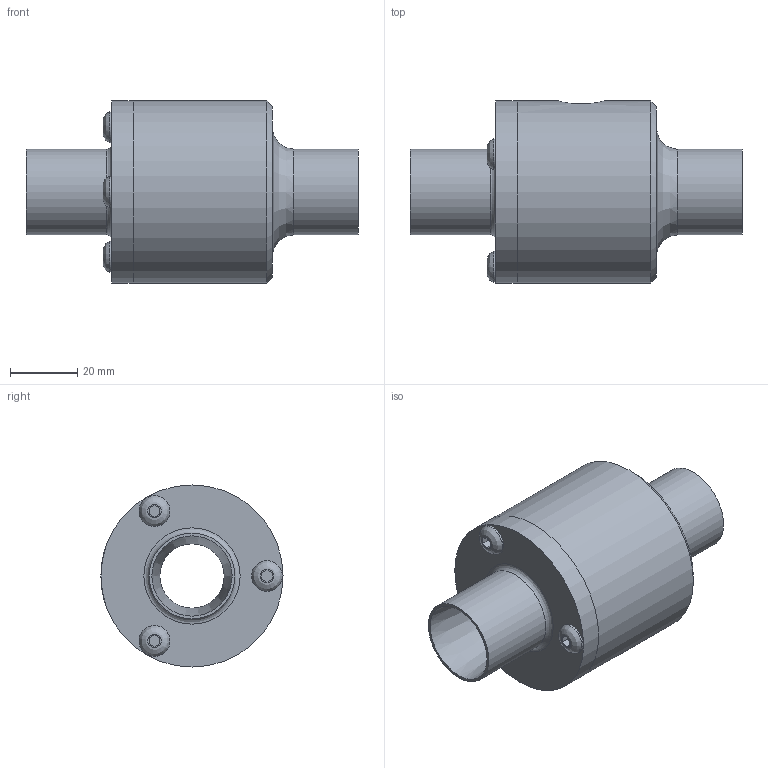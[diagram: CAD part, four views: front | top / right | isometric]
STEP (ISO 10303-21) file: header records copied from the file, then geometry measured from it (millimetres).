
FILE_DESCRIPTION((''),'2;1');
FILE_NAME('6081-3D.stp','2009-04-28T11:08:02',('Dan Preston'),(''),'Autodesk Inventor 2009','Autodesk Inventor 2009','');
FILE_SCHEMA(('AUTOMOTIVE_DESIGN { 1 0 10303 214 1 1 1 1 }'));
Length unit declared in the file: inch
Products named in the file (6): 6061-3D; 6061-3D1; 6061-3D2; 6061-3D3; 6061-3D4; 6061-3D5
Assembly tree (5 placements, depth 2):
  6061-3D
    6061-3D1
    6061-3D2
    6061-3D3
    6061-3D4
    6061-3D5
Bounding box: 98.42 x 53.98 x 53.98 mm (x, y, z)
Volume: 103312.1 mm3; surface area: 29013.4 mm2
Topology: 5 solids, 5 shells, 84 faces, 169 edges, 107 vertices
Faces by surface type: plane 42, cylinder 24, cone 12, bspline 5, torus 1
Full cylindrical faces by diameter (mm): 3.861 x3, 4.724 x3, 4.826 x3, 5.537 x3, 9.169 x3, 11.114 x1, 19.05 x2, 25.4 x2, 35.56 x2, 53.975 x2
Entity records: 2400 total; most frequent: CARTESIAN_POINT 619, DIRECTION 358, ORIENTED_EDGE 244, AXIS2_PLACEMENT_3D 152, EDGE_LOOP 150, EDGE_CURVE 122, VERTEX_POINT 102, FACE_OUTER_BOUND 84
